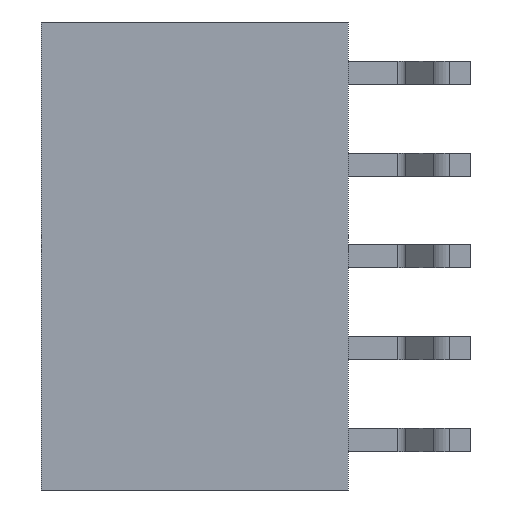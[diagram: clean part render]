
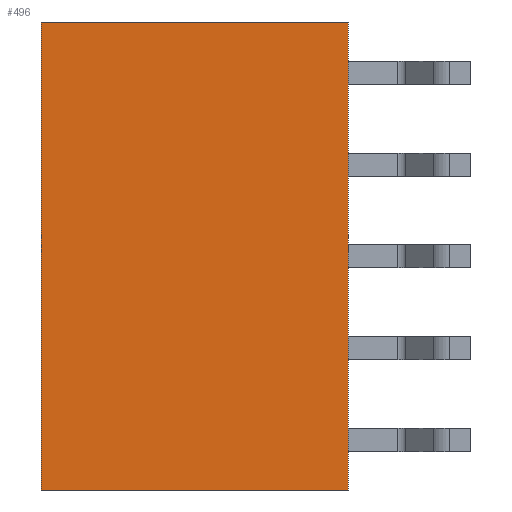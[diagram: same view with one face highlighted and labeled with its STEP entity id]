
A CAD part, left-side view. The second image highlights one B-rep face of the part: STEP entity #496.
In plain terms, the highlighted planar face has unit normal (-1, 0, 0).
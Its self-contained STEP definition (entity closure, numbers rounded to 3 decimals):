
#496=ADVANCED_FACE('',(#878),#879,.F.);
#878=FACE_OUTER_BOUND('',#1859,.T.);
#879=PLANE('',#1860);
#1859=EDGE_LOOP('',(#2485,#2486,#2487,#2488));
#1860=AXIS2_PLACEMENT_3D('',#2489,#2490,#2491);
#2485=ORIENTED_EDGE('',*,*,#4384,.F.);
#2486=ORIENTED_EDGE('',*,*,#4385,.F.);
#2487=ORIENTED_EDGE('',*,*,#4386,.F.);
#2488=ORIENTED_EDGE('',*,*,#4387,.F.);
#2489=CARTESIAN_POINT('',(0.0,0.0,0.0));
#2490=DIRECTION('',(1.0,0.0,0.0));
#2491=DIRECTION('',(0.0,1.0,0.0));
#4384=EDGE_CURVE('',#5378,#5379,#5380,.T.);
#4385=EDGE_CURVE('',#5381,#5378,#5382,.T.);
#4386=EDGE_CURVE('',#5383,#5381,#5384,.T.);
#4387=EDGE_CURVE('',#5379,#5383,#5385,.T.);
#5378=VERTEX_POINT('',#6438);
#5379=VERTEX_POINT('',#6439);
#5380=LINE('',#6440,#6441);
#5381=VERTEX_POINT('',#6442);
#5382=LINE('',#6443,#6444);
#5383=VERTEX_POINT('',#6445);
#5384=LINE('',#6446,#6447);
#5385=LINE('',#6448,#6449);
#6438=CARTESIAN_POINT('',(0.0,4.25,-6.475));
#6439=CARTESIAN_POINT('',(0.0,4.25,6.475));
#6440=CARTESIAN_POINT('',(0.0,4.25,-6.475));
#6441=VECTOR('',#7652,12.95);
#6442=CARTESIAN_POINT('',(0.0,-4.25,-6.475));
#6443=CARTESIAN_POINT('',(0.0,-4.25,-6.475));
#6444=VECTOR('',#7653,8.5);
#6445=CARTESIAN_POINT('',(0.0,-4.25,6.475));
#6446=CARTESIAN_POINT('',(0.0,-4.25,6.475));
#6447=VECTOR('',#7654,12.95);
#6448=CARTESIAN_POINT('',(0.0,4.25,6.475));
#6449=VECTOR('',#7655,8.5);
#7652=DIRECTION('',(0.0,0.0,1.0));
#7653=DIRECTION('',(0.0,1.0,0.0));
#7654=DIRECTION('',(0.0,0.0,-1.0));
#7655=DIRECTION('',(0.0,-1.0,0.0));
